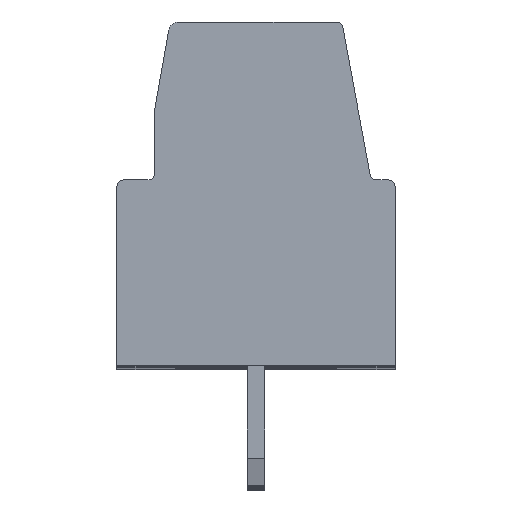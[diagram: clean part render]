
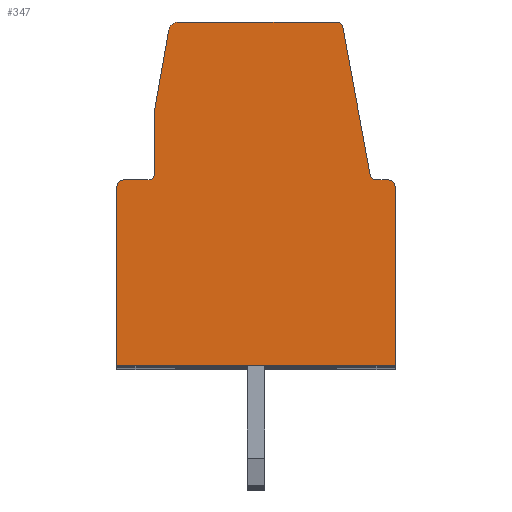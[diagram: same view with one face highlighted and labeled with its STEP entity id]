
A CAD part, top view. The second image highlights one B-rep face of the part: STEP entity #347.
In plain terms, the highlighted planar face has unit normal (0, 0, 1).
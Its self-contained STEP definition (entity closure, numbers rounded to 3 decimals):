
#347 = ADVANCED_FACE( '', ( #786 ), #787, .F. );
#786 = FACE_OUTER_BOUND( '', #1360, .T. );
#787 = PLANE( '', #1361 );
#1360 = EDGE_LOOP( '', ( #1987, #1988, #1989, #1990, #1991, #1992, #1993, #1994, #1995, #1996, #1997, #1998, #1999, #2000, #2001 ) );
#1361 = AXIS2_PLACEMENT_3D( '', #2002, #2003, #2004 );
#1987 = ORIENTED_EDGE( '', *, *, #3715, .T. );
#1988 = ORIENTED_EDGE( '', *, *, #3716, .T. );
#1989 = ORIENTED_EDGE( '', *, *, #3677, .F. );
#1990 = ORIENTED_EDGE( '', *, *, #3717, .T. );
#1991 = ORIENTED_EDGE( '', *, *, #3718, .T. );
#1992 = ORIENTED_EDGE( '', *, *, #3719, .T. );
#1993 = ORIENTED_EDGE( '', *, *, #3720, .T. );
#1994 = ORIENTED_EDGE( '', *, *, #3721, .T. );
#1995 = ORIENTED_EDGE( '', *, *, #3722, .F. );
#1996 = ORIENTED_EDGE( '', *, *, #3723, .T. );
#1997 = ORIENTED_EDGE( '', *, *, #3724, .F. );
#1998 = ORIENTED_EDGE( '', *, *, #3725, .T. );
#1999 = ORIENTED_EDGE( '', *, *, #3726, .T. );
#2000 = ORIENTED_EDGE( '', *, *, #3727, .T. );
#2001 = ORIENTED_EDGE( '', *, *, #3728, .F. );
#2002 = CARTESIAN_POINT( '', ( 0.81, -4.4, 0. ) );
#2003 = DIRECTION( '', ( 0., 0., -1. ) );
#2004 = DIRECTION( '', ( 0., 1., 0. ) );
#3677 = EDGE_CURVE( '', #4396, #4398, #4399, .T. );
#3715 = EDGE_CURVE( '', #4464, #4465, #4466, .T. );
#3716 = EDGE_CURVE( '', #4465, #4398, #4467, .T. );
#3717 = EDGE_CURVE( '', #4396, #4468, #4469, .T. );
#3718 = EDGE_CURVE( '', #4468, #4470, #4471, .T. );
#3719 = EDGE_CURVE( '', #4470, #4472, #4473, .T. );
#3720 = EDGE_CURVE( '', #4472, #4474, #4475, .T. );
#3721 = EDGE_CURVE( '', #4474, #4476, #4477, .T. );
#3722 = EDGE_CURVE( '', #4478, #4476, #4479, .T. );
#3723 = EDGE_CURVE( '', #4478, #4480, #4481, .T. );
#3724 = EDGE_CURVE( '', #4482, #4480, #4483, .T. );
#3725 = EDGE_CURVE( '', #4482, #4484, #4485, .T. );
#3726 = EDGE_CURVE( '', #4484, #4486, #4487, .T. );
#3727 = EDGE_CURVE( '', #4486, #4488, #4489, .T. );
#3728 = EDGE_CURVE( '', #4464, #4488, #4490, .T. );
#4396 = VERTEX_POINT( '', #5454 );
#4398 = VERTEX_POINT( '', #5457 );
#4399 = CIRCLE( '', #5458, 0.2 );
#4464 = VERTEX_POINT( '', #5550 );
#4465 = VERTEX_POINT( '', #5551 );
#4466 = LINE( '', #5552, #5553 );
#4467 = LINE( '', #5554, #5555 );
#4468 = VERTEX_POINT( '', #5556 );
#4469 = LINE( '', #5557, #5558 );
#4470 = VERTEX_POINT( '', #5559 );
#4471 = CIRCLE( '', #5560, 0.2 );
#4472 = VERTEX_POINT( '', #5561 );
#4473 = LINE( '', #5562, #5563 );
#4474 = VERTEX_POINT( '', #5564 );
#4475 = LINE( '', #5565, #5566 );
#4476 = VERTEX_POINT( '', #5567 );
#4477 = LINE( '', #5568, #5569 );
#4478 = VERTEX_POINT( '', #5570 );
#4479 = CIRCLE( '', #5571, 0.2 );
#4480 = VERTEX_POINT( '', #5572 );
#4481 = LINE( '', #5573, #5574 );
#4482 = VERTEX_POINT( '', #5575 );
#4483 = CIRCLE( '', #5576, 0.2 );
#4484 = VERTEX_POINT( '', #5577 );
#4485 = LINE( '', #5578, #5579 );
#4486 = VERTEX_POINT( '', #5580 );
#4487 = CIRCLE( '', #5581, 0.2 );
#4488 = VERTEX_POINT( '', #5582 );
#4489 = LINE( '', #5583, #5584 );
#4490 = CIRCLE( '', #5585, 0.3 );
#5454 = CARTESIAN_POINT( '', ( -7.2, 5.4, 0. ) );
#5457 = CARTESIAN_POINT( '', ( -7., 5.6, 0. ) );
#5458 = AXIS2_PLACEMENT_3D( '', #6898, #6899, #6900 );
#5550 = CARTESIAN_POINT( '', ( -6.594, 9.752, 0. ) );
#5551 = CARTESIAN_POINT( '', ( -7., 7.448, 0. ) );
#5552 = CARTESIAN_POINT( '', ( -11.564, -18.438, 0. ) );
#5553 = VECTOR( '', #6934, 1000. );
#5554 = CARTESIAN_POINT( '', ( -7., -18.438, 0. ) );
#5555 = VECTOR( '', #6935, 1000. );
#5556 = CARTESIAN_POINT( '', ( -7.9, 5.4, 0. ) );
#5557 = CARTESIAN_POINT( '', ( -16.414, 5.4, 0. ) );
#5558 = VECTOR( '', #6936, 1000. );
#5559 = CARTESIAN_POINT( '', ( -8.1, 5.2, 0. ) );
#5560 = AXIS2_PLACEMENT_3D( '', #6937, #6938, #6939 );
#5561 = CARTESIAN_POINT( '', ( -8.1, 0., 0. ) );
#5562 = CARTESIAN_POINT( '', ( -8.1, -18.438, 0. ) );
#5563 = VECTOR( '', #6940, 1000. );
#5564 = CARTESIAN_POINT( '', ( 0., 0., 0. ) );
#5565 = CARTESIAN_POINT( '', ( -16.414, 0., 0. ) );
#5566 = VECTOR( '', #6941, 1000. );
#5567 = CARTESIAN_POINT( '', ( 0., 5.2, 0. ) );
#5568 = CARTESIAN_POINT( '', ( 0., -18.438, 0. ) );
#5569 = VECTOR( '', #6942, 1000. );
#5570 = CARTESIAN_POINT( '', ( -0.2, 5.4, 0. ) );
#5571 = AXIS2_PLACEMENT_3D( '', #6943, #6944, #6945 );
#5572 = CARTESIAN_POINT( '', ( -0.531, 5.4, 0. ) );
#5573 = CARTESIAN_POINT( '', ( -16.414, 5.4, 0. ) );
#5574 = VECTOR( '', #6946, 1000. );
#5575 = CARTESIAN_POINT( '', ( -0.728, 5.564, 0. ) );
#5576 = AXIS2_PLACEMENT_3D( '', #6947, #6948, #6949 );
#5577 = CARTESIAN_POINT( '', ( -1.52, 9.836, 0. ) );
#5578 = CARTESIAN_POINT( '', ( 3.721, -18.438, 0. ) );
#5579 = VECTOR( '', #6950, 1000. );
#5580 = CARTESIAN_POINT( '', ( -1.716, 10., 0. ) );
#5581 = AXIS2_PLACEMENT_3D( '', #6951, #6952, #6953 );
#5582 = CARTESIAN_POINT( '', ( -6.298, 10., 0. ) );
#5583 = CARTESIAN_POINT( '', ( -16.414, 10., 0. ) );
#5584 = VECTOR( '', #6954, 1000. );
#5585 = AXIS2_PLACEMENT_3D( '', #6955, #6956, #6957 );
#6898 = CARTESIAN_POINT( '', ( -7.2, 5.6, 0. ) );
#6899 = DIRECTION( '', ( 0., 0., 1. ) );
#6900 = DIRECTION( '', ( 1., 0., 0. ) );
#6934 = DIRECTION( '', ( -0.174, -0.985, 0. ) );
#6935 = DIRECTION( '', ( 0., -1., 0. ) );
#6936 = DIRECTION( '', ( -1., 0., 0. ) );
#6937 = CARTESIAN_POINT( '', ( -7.9, 5.2, 0. ) );
#6938 = DIRECTION( '', ( 0., 0., 1. ) );
#6939 = DIRECTION( '', ( 1., 0., 0. ) );
#6940 = DIRECTION( '', ( 0., -1., 0. ) );
#6941 = DIRECTION( '', ( 1., 0., 0. ) );
#6942 = DIRECTION( '', ( 0., 1., 0. ) );
#6943 = CARTESIAN_POINT( '', ( -0.2, 5.2, 0. ) );
#6944 = DIRECTION( '', ( 0., 0., -1. ) );
#6945 = DIRECTION( '', ( -1., 0., 0. ) );
#6946 = DIRECTION( '', ( -1., 0., 0. ) );
#6947 = CARTESIAN_POINT( '', ( -0.531, 5.6, 0. ) );
#6948 = DIRECTION( '', ( 0., 0., 1. ) );
#6949 = DIRECTION( '', ( 1., 0., 0. ) );
#6950 = DIRECTION( '', ( -0.182, 0.983, 0. ) );
#6951 = CARTESIAN_POINT( '', ( -1.716, 9.8, 0. ) );
#6952 = DIRECTION( '', ( 0., 0., 1. ) );
#6953 = DIRECTION( '', ( 1., 0., 0. ) );
#6954 = DIRECTION( '', ( -1., 0., 0. ) );
#6955 = CARTESIAN_POINT( '', ( -6.298, 9.7, 0. ) );
#6956 = DIRECTION( '', ( 0., 0., -1. ) );
#6957 = DIRECTION( '', ( -1., 0., 0. ) );
